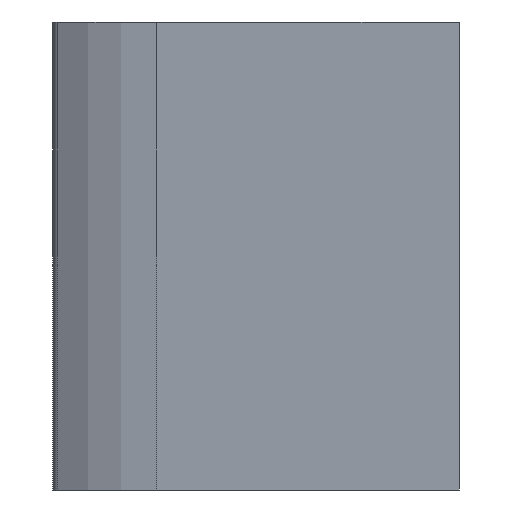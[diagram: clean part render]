
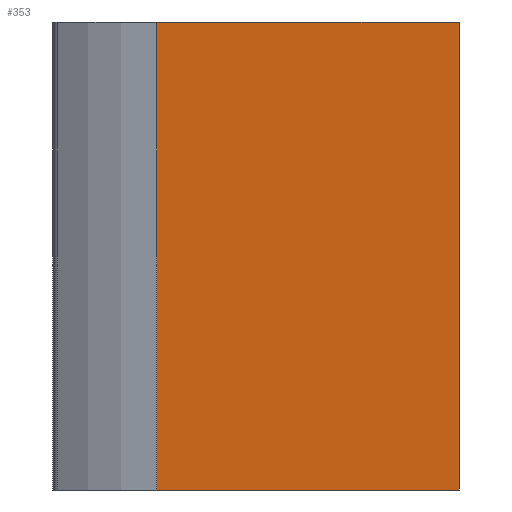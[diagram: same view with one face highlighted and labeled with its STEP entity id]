
A CAD part, left-side view. The second image highlights one B-rep face of the part: STEP entity #353.
In plain terms, the highlighted planar face has unit normal (-0.99, 0.143, 0).
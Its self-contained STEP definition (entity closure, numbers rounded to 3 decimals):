
#34 = LINE ( 'NONE', #637, #414 ) ;
#56 = CARTESIAN_POINT ( 'NONE',  ( -17., -18., -15.5 ) ) ;
#72 = AXIS2_PLACEMENT_3D ( 'NONE', #615, #218, #534 ) ;
#135 = EDGE_CURVE ( 'NONE', #541, #757, #719, .T. ) ;
#218 = DIRECTION ( 'NONE',  ( -0.99, 0.143, 0. ) ) ;
#273 = FACE_OUTER_BOUND ( 'NONE', #557, .T. ) ;
#309 = CARTESIAN_POINT ( 'NONE',  ( -14.103, 2.039, 15.5 ) ) ;
#329 = DIRECTION ( 'NONE',  ( 0., 0., 1. ) ) ;
#353 = ADVANCED_FACE ( 'NONE', ( #273 ), #792, .T. ) ;
#376 = CARTESIAN_POINT ( 'NONE',  ( -17., -18., 15.5 ) ) ;
#405 = EDGE_CURVE ( 'NONE', #757, #791, #626, .T. ) ;
#414 = VECTOR ( 'NONE', #814, 1000. ) ;
#416 = VECTOR ( 'NONE', #636, 1000. ) ;
#476 = VECTOR ( 'NONE', #760, 1000. ) ;
#500 = VECTOR ( 'NONE', #329, 1000. ) ;
#506 = ORIENTED_EDGE ( 'NONE', *, *, #932, .T. ) ;
#534 = DIRECTION ( 'NONE',  ( -0.143, -0.99, 0. ) ) ;
#541 = VERTEX_POINT ( 'NONE', #995 ) ;
#557 = EDGE_LOOP ( 'NONE', ( #832, #697, #955, #506 ) ) ;
#615 = CARTESIAN_POINT ( 'NONE',  ( -14.103, 2.039, -15.5 ) ) ;
#626 = LINE ( 'NONE', #309, #416 ) ;
#633 = EDGE_CURVE ( 'NONE', #943, #791, #640, .T. ) ;
#636 = DIRECTION ( 'NONE',  ( -0.143, -0.99, 0. ) ) ;
#637 = CARTESIAN_POINT ( 'NONE',  ( -14.103, 2.039, -15.5 ) ) ;
#640 = LINE ( 'NONE', #678, #476 ) ;
#678 = CARTESIAN_POINT ( 'NONE',  ( -17., -18., -15.5 ) ) ;
#697 = ORIENTED_EDGE ( 'NONE', *, *, #405, .F. ) ;
#719 = LINE ( 'NONE', #822, #500 ) ;
#757 = VERTEX_POINT ( 'NONE', #869 ) ;
#760 = DIRECTION ( 'NONE',  ( 0., 0., 1. ) ) ;
#791 = VERTEX_POINT ( 'NONE', #376 ) ;
#792 = PLANE ( 'NONE',  #72 ) ;
#814 = DIRECTION ( 'NONE',  ( -0.143, -0.99, 0. ) ) ;
#822 = CARTESIAN_POINT ( 'NONE',  ( -14.103, 2.039, -15.5 ) ) ;
#832 = ORIENTED_EDGE ( 'NONE', *, *, #633, .T. ) ;
#869 = CARTESIAN_POINT ( 'NONE',  ( -14.103, 2.039, 15.5 ) ) ;
#932 = EDGE_CURVE ( 'NONE', #541, #943, #34, .T. ) ;
#943 = VERTEX_POINT ( 'NONE', #56 ) ;
#955 = ORIENTED_EDGE ( 'NONE', *, *, #135, .F. ) ;
#995 = CARTESIAN_POINT ( 'NONE',  ( -14.103, 2.039, -15.5 ) ) ;
